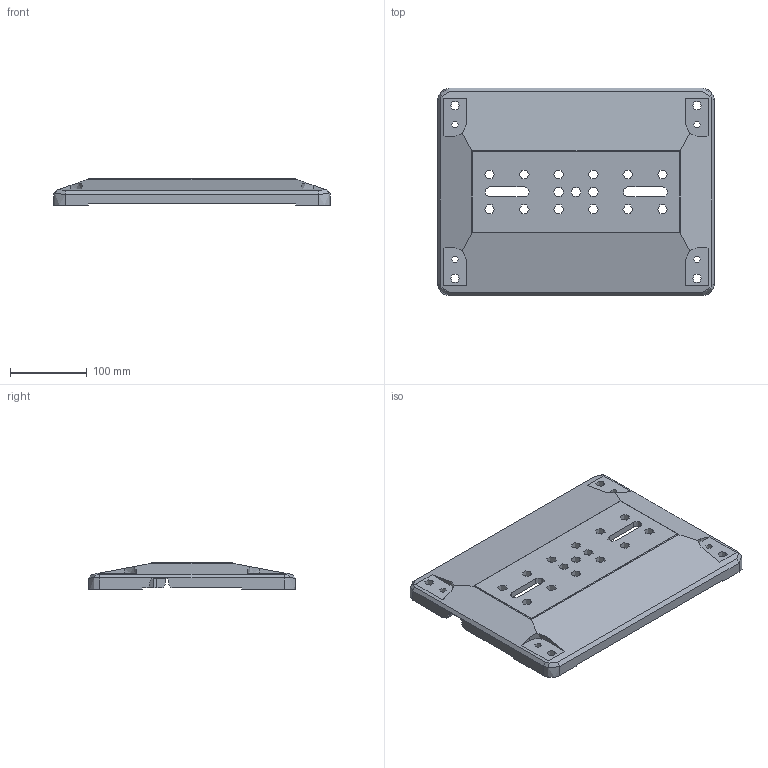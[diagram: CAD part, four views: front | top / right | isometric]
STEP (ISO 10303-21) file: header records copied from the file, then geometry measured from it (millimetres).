
FILE_DESCRIPTION (( 'STEP AP203' ), '1' );
FILE_NAME ('3_842_514_567_Bosch.step', '2024-06-10T08:35:43', ( '' ), ( '' ), 'SwSTEP 2.0', 'SolidWorks 2014', '' );
FILE_SCHEMA (( 'CONFIG_CONTROL_DESIGN' ));
Length unit declared in the file: millimetre
Products named in the file (1): 3_842_514_567_Bosch
Bounding box: 360 x 270 x 35 mm (x, y, z)
Topology: 0 solids, 11 shells, 302 faces, 810 edges, 506 vertices
Faces by surface type: cylinder 164, plane 102, sphere 24, bspline 12
Full cylindrical faces by diameter (mm): 2 x4, 10 x6
Entity records: 20273 total; most frequent: CARTESIAN_POINT 12699, ORIENTED_EDGE 1604, DIRECTION 1537, EDGE_CURVE 802, AXIS2_PLACEMENT_3D 547, VERTEX_POINT 502, VECTOR 443, LINE 443
